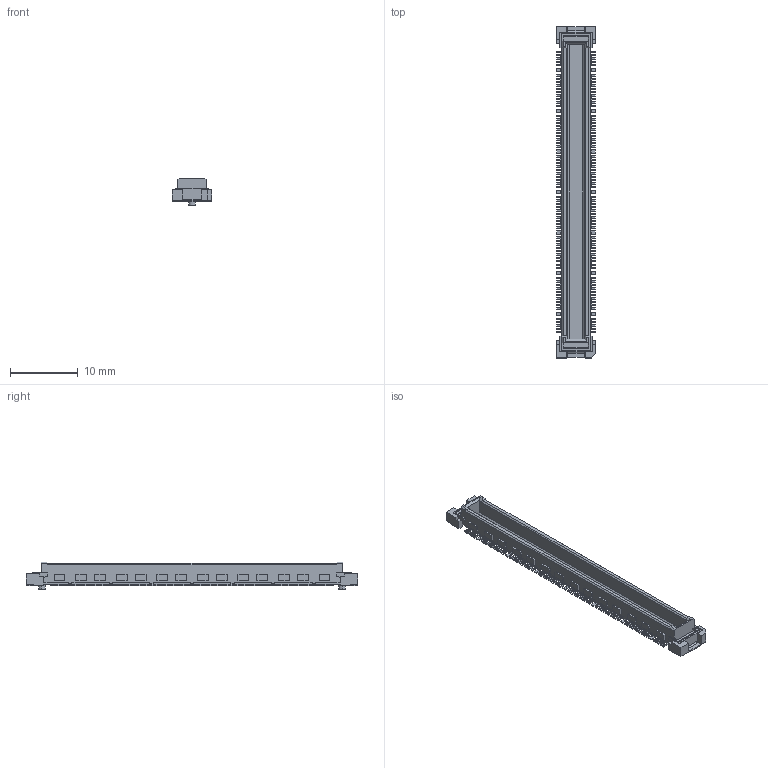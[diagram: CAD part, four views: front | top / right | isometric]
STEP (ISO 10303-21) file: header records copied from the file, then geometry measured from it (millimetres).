
FILE_DESCRIPTION(('OneSpaceDesigner STEP Export'),'2;1');
FILE_NAME('FX10A-140P14-SV.stp','2007-12-17T17:31:28',(''),(''),'OneSpace Designer STEP processor for AP214 (Solid Model)','OneSpace Modeling 15.00A 14-Mar-2007 (C) CoCreate Software GmbH','');
FILE_SCHEMA(('AUTOMOTIVE_DESIGN { 1 0 10303 214 1 1 1 1 }'));
Length unit declared in the file: millimetre
Products named in the file (2): FX10A-140P14-SV
Assembly tree (1 placements, depth 2):
  FX10A-140P14-SV
    FX10A-140P14-SV
Bounding box: 5.9 x 49.1 x 4.1 mm (x, y, z)
Volume: 366.2 mm3; surface area: 1184.9 mm2
Topology: 1 solids, 1 shells, 1888 faces, 5237 edges, 3374 vertices
Faces by surface type: plane 1700, cylinder 184, cone 4
Entity records: 57879 total; most frequent: ORIENTED_EDGE 10474, CARTESIAN_POINT 10238, DIRECTION 9059, EDGE_CURVE 5237, VECTOR 4669, LINE 4669, VERTEX_POINT 3374, AXIS2_PLACEMENT_3D 2195
